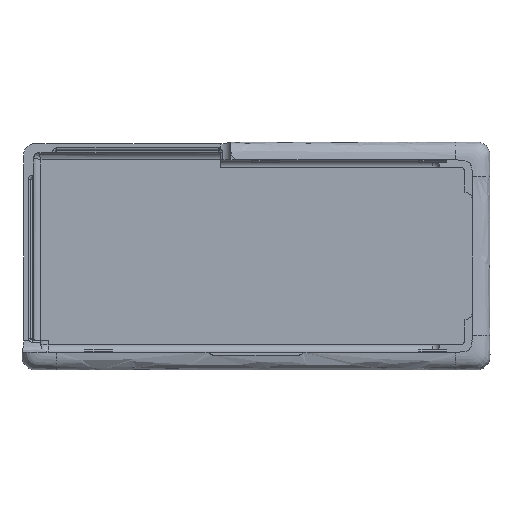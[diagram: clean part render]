
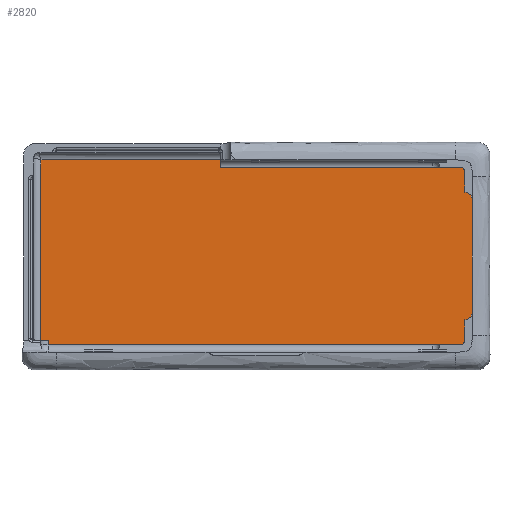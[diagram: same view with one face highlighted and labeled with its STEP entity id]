
A CAD part, front view. The second image highlights one B-rep face of the part: STEP entity #2820.
In plain terms, the highlighted planar face has unit normal (0, -1, 0).
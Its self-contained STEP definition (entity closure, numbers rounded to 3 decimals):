
#79 = VERTEX_POINT ( 'NONE', #14481 ) ;
#182 = LINE ( 'NONE', #12700, #1856 ) ;
#209 = EDGE_CURVE ( 'NONE', #79, #13978, #4331, .T. ) ;
#328 = DIRECTION ( 'NONE',  ( -1., 0., 0. ) ) ;
#844 = ORIENTED_EDGE ( 'NONE', *, *, #13236, .T. ) ;
#853 = VERTEX_POINT ( 'NONE', #11624 ) ;
#990 = CARTESIAN_POINT ( 'NONE',  ( 31.505, 3.35, 52.1 ) ) ;
#1087 = CARTESIAN_POINT ( 'NONE',  ( 32.205, 3.35, 62.9 ) ) ;
#1205 = VERTEX_POINT ( 'NONE', #10839 ) ;
#1490 = DIRECTION ( 'NONE',  ( 0., -1., 0. ) ) ;
#1856 = VECTOR ( 'NONE', #5563, 1000. ) ;
#1858 = CARTESIAN_POINT ( 'NONE',  ( 29.105, 3.35, 49. ) ) ;
#2012 = DIRECTION ( 'NONE',  ( 0., 0., 1. ) ) ;
#2068 = DIRECTION ( 'NONE',  ( 0., 0., 1. ) ) ;
#2256 = DIRECTION ( 'NONE',  ( 0., -1., 0. ) ) ;
#2347 = DIRECTION ( 'NONE',  ( 0., 0., 1. ) ) ;
#2413 = LINE ( 'NONE', #5479, #6905 ) ;
#2487 = CARTESIAN_POINT ( 'NONE',  ( 31.005, 3.35, 65.5 ) ) ;
#2632 = PLANE ( 'NONE',  #10929 ) ;
#2820 = ADVANCED_FACE ( 'NONE', ( #12769 ), #2632, .F. ) ;
#2926 = CARTESIAN_POINT ( 'NONE',  ( 31.505, 3.35, 51.4 ) ) ;
#3080 = VERTEX_POINT ( 'NONE', #5237 ) ;
#3097 = VERTEX_POINT ( 'NONE', #2926 ) ;
#3179 = CARTESIAN_POINT ( 'NONE',  ( -8.396, 3.35, 49. ) ) ;
#3484 = VERTEX_POINT ( 'NONE', #5391 ) ;
#3658 = VERTEX_POINT ( 'NONE', #10277 ) ;
#3705 = ORIENTED_EDGE ( 'NONE', *, *, #5320, .T. ) ;
#3890 = LINE ( 'NONE', #6776, #5765 ) ;
#3936 = ORIENTED_EDGE ( 'NONE', *, *, #10152, .T. ) ;
#4079 = VECTOR ( 'NONE', #11823, 1000. ) ;
#4221 = ORIENTED_EDGE ( 'NONE', *, *, #15330, .T. ) ;
#4318 = CIRCLE ( 'NONE', #11938, 0.7 ) ;
#4331 = LINE ( 'NONE', #7481, #11451 ) ;
#4493 = CARTESIAN_POINT ( 'NONE',  ( 32.205, 3.35, 51.4 ) ) ;
#4504 = CIRCLE ( 'NONE', #15463, 0.7 ) ;
#4595 = VERTEX_POINT ( 'NONE', #6765 ) ;
#4597 = EDGE_CURVE ( 'NONE', #4595, #5122, #182, .T. ) ;
#4671 = CARTESIAN_POINT ( 'NONE',  ( 31.505, 3.35, 49.8 ) ) ;
#4786 = ORIENTED_EDGE ( 'NONE', *, *, #9299, .T. ) ;
#4940 = EDGE_CURVE ( 'NONE', #3097, #9948, #4318, .T. ) ;
#5105 = CARTESIAN_POINT ( 'NONE',  ( -9.29, 3.35, 66.694 ) ) ;
#5122 = VERTEX_POINT ( 'NONE', #8333 ) ;
#5237 = CARTESIAN_POINT ( 'NONE',  ( 31.505, 3.35, 49.5 ) ) ;
#5320 = EDGE_CURVE ( 'NONE', #5122, #3080, #7296, .T. ) ;
#5391 = CARTESIAN_POINT ( 'NONE',  ( -8.396, 3.35, 49. ) ) ;
#5479 = CARTESIAN_POINT ( 'NONE',  ( 30.705, 3.35, 66. ) ) ;
#5563 = DIRECTION ( 'NONE',  ( 1., 0., 0. ) ) ;
#5690 = DIRECTION ( 'NONE',  ( 1., 0., 0. ) ) ;
#5765 = VECTOR ( 'NONE', #11502, 1000. ) ;
#5882 = ORIENTED_EDGE ( 'NONE', *, *, #10515, .T. ) ;
#5935 = EDGE_CURVE ( 'NONE', #15488, #79, #4504, .T. ) ;
#5947 = CARTESIAN_POINT ( 'NONE',  ( 32.205, 3.35, 52.1 ) ) ;
#6097 = CARTESIAN_POINT ( 'NONE',  ( -10.096, 3.35, 49.4 ) ) ;
#6135 = LINE ( 'NONE', #6097, #13843 ) ;
#6239 = ORIENTED_EDGE ( 'NONE', *, *, #11164, .T. ) ;
#6253 = ORIENTED_EDGE ( 'NONE', *, *, #9509, .T. ) ;
#6325 = LINE ( 'NONE', #15455, #4079 ) ;
#6400 = AXIS2_PLACEMENT_3D ( 'NONE', #2487, #8410, #12192 ) ;
#6496 = AXIS2_PLACEMENT_3D ( 'NONE', #14139, #15296, #2068 ) ;
#6498 = VECTOR ( 'NONE', #15164, 1000. ) ;
#6647 = ORIENTED_EDGE ( 'NONE', *, *, #4940, .T. ) ;
#6692 = VECTOR ( 'NONE', #2012, 1000. ) ;
#6765 = CARTESIAN_POINT ( 'NONE',  ( 28.405, 3.35, 49. ) ) ;
#6776 = CARTESIAN_POINT ( 'NONE',  ( -9.09, 3.35, 49.6 ) ) ;
#6888 = LINE ( 'NONE', #3179, #12722 ) ;
#6905 = VECTOR ( 'NONE', #13779, 1000. ) ;
#7068 = LINE ( 'NONE', #4493, #6692 ) ;
#7079 = EDGE_CURVE ( 'NONE', #14542, #853, #2413, .T. ) ;
#7195 = VERTEX_POINT ( 'NONE', #7680 ) ;
#7296 = CIRCLE ( 'NONE', #6496, 0.5 ) ;
#7481 = CARTESIAN_POINT ( 'NONE',  ( 31.505, 3.35, 63.6 ) ) ;
#7680 = CARTESIAN_POINT ( 'NONE',  ( 8.1, 3.35, 66.694 ) ) ;
#8084 = VERTEX_POINT ( 'NONE', #8439 ) ;
#8333 = CARTESIAN_POINT ( 'NONE',  ( 31.005, 3.35, 49. ) ) ;
#8410 = DIRECTION ( 'NONE',  ( 0., -1., 0. ) ) ;
#8439 = CARTESIAN_POINT ( 'NONE',  ( -9.09, 3.35, 66.694 ) ) ;
#8532 = VERTEX_POINT ( 'NONE', #15043 ) ;
#8659 = DIRECTION ( 'NONE',  ( 0., 1., 0. ) ) ;
#8678 = CARTESIAN_POINT ( 'NONE',  ( 31.505, 3.35, 62.9 ) ) ;
#8981 = DIRECTION ( 'NONE',  ( 1., 0., 0. ) ) ;
#9299 = EDGE_CURVE ( 'NONE', #3484, #4595, #14781, .T. ) ;
#9469 = CARTESIAN_POINT ( 'NONE',  ( 31.005, 3.35, 66. ) ) ;
#9509 = EDGE_CURVE ( 'NONE', #3658, #3484, #6888, .T. ) ;
#9662 = DIRECTION ( 'NONE',  ( 0., 0., 1. ) ) ;
#9836 = ORIENTED_EDGE ( 'NONE', *, *, #209, .T. ) ;
#9851 = DIRECTION ( 'NONE',  ( 0., 0., 1. ) ) ;
#9853 = ORIENTED_EDGE ( 'NONE', *, *, #7079, .T. ) ;
#9896 = EDGE_CURVE ( 'NONE', #853, #1205, #6325, .T. ) ;
#9948 = VERTEX_POINT ( 'NONE', #5947 ) ;
#10152 = EDGE_CURVE ( 'NONE', #13978, #14542, #14420, .T. ) ;
#10277 = CARTESIAN_POINT ( 'NONE',  ( -8.396, 3.35, 49.4 ) ) ;
#10313 = DIRECTION ( 'NONE',  ( 0., 0., -1. ) ) ;
#10390 = ORIENTED_EDGE ( 'NONE', *, *, #11065, .T. ) ;
#10459 = LINE ( 'NONE', #15268, #6498 ) ;
#10515 = EDGE_CURVE ( 'NONE', #8532, #3658, #6135, .T. ) ;
#10839 = CARTESIAN_POINT ( 'NONE',  ( 8.1, 3.35, 66. ) ) ;
#10909 = EDGE_CURVE ( 'NONE', #7195, #8084, #11769, .T. ) ;
#10929 = AXIS2_PLACEMENT_3D ( 'NONE', #12226, #8659, #9662 ) ;
#11065 = EDGE_CURVE ( 'NONE', #8084, #8532, #3890, .T. ) ;
#11164 = EDGE_CURVE ( 'NONE', #9948, #15488, #7068, .T. ) ;
#11299 = CARTESIAN_POINT ( 'NONE',  ( 31.505, 3.35, 65.5 ) ) ;
#11390 = VECTOR ( 'NONE', #328, 1000. ) ;
#11451 = VECTOR ( 'NONE', #9851, 1000. ) ;
#11502 = DIRECTION ( 'NONE',  ( 0., 0., -1. ) ) ;
#11620 = EDGE_LOOP ( 'NONE', ( #14016, #10390, #5882, #6253, #4786, #12469, #3705, #844, #6647, #6239, #14888, #9836, #3936, #9853, #13600, #4221 ) ) ;
#11624 = CARTESIAN_POINT ( 'NONE',  ( 28.405, 3.35, 66. ) ) ;
#11769 = LINE ( 'NONE', #5105, #11390 ) ;
#11823 = DIRECTION ( 'NONE',  ( -1., 0., 0. ) ) ;
#11938 = AXIS2_PLACEMENT_3D ( 'NONE', #990, #2256, #15383 ) ;
#12192 = DIRECTION ( 'NONE',  ( 0., 0., 1. ) ) ;
#12226 = CARTESIAN_POINT ( 'NONE',  ( 31.005, 3.35, 49.5 ) ) ;
#12308 = VECTOR ( 'NONE', #2347, 1000. ) ;
#12469 = ORIENTED_EDGE ( 'NONE', *, *, #4597, .T. ) ;
#12700 = CARTESIAN_POINT ( 'NONE',  ( 29.105, 3.35, 49. ) ) ;
#12722 = VECTOR ( 'NONE', #10313, 1000. ) ;
#12769 = FACE_OUTER_BOUND ( 'NONE', #11620, .T. ) ;
#13236 = EDGE_CURVE ( 'NONE', #3080, #3097, #15519, .T. ) ;
#13600 = ORIENTED_EDGE ( 'NONE', *, *, #9896, .T. ) ;
#13651 = VECTOR ( 'NONE', #5690, 1000. ) ;
#13779 = DIRECTION ( 'NONE',  ( -1., 0., 0. ) ) ;
#13843 = VECTOR ( 'NONE', #8981, 1000. ) ;
#13875 = DIRECTION ( 'NONE',  ( 0., 0., 1. ) ) ;
#13978 = VERTEX_POINT ( 'NONE', #11299 ) ;
#14016 = ORIENTED_EDGE ( 'NONE', *, *, #10909, .T. ) ;
#14139 = CARTESIAN_POINT ( 'NONE',  ( 31.005, 3.35, 49.5 ) ) ;
#14420 = CIRCLE ( 'NONE', #6400, 0.5 ) ;
#14481 = CARTESIAN_POINT ( 'NONE',  ( 31.505, 3.35, 63.6 ) ) ;
#14542 = VERTEX_POINT ( 'NONE', #9469 ) ;
#14781 = LINE ( 'NONE', #1858, #13651 ) ;
#14888 = ORIENTED_EDGE ( 'NONE', *, *, #5935, .T. ) ;
#15043 = CARTESIAN_POINT ( 'NONE',  ( -9.09, 3.35, 49.4 ) ) ;
#15164 = DIRECTION ( 'NONE',  ( 0., 0., 1. ) ) ;
#15268 = CARTESIAN_POINT ( 'NONE',  ( 8.1, 3.35, 66.7 ) ) ;
#15296 = DIRECTION ( 'NONE',  ( 0., -1., 0. ) ) ;
#15330 = EDGE_CURVE ( 'NONE', #1205, #7195, #10459, .T. ) ;
#15383 = DIRECTION ( 'NONE',  ( 0., 0., 1. ) ) ;
#15455 = CARTESIAN_POINT ( 'NONE',  ( 8.1, 3.35, 66. ) ) ;
#15463 = AXIS2_PLACEMENT_3D ( 'NONE', #8678, #1490, #13875 ) ;
#15488 = VERTEX_POINT ( 'NONE', #1087 ) ;
#15519 = LINE ( 'NONE', #4671, #12308 ) ;
